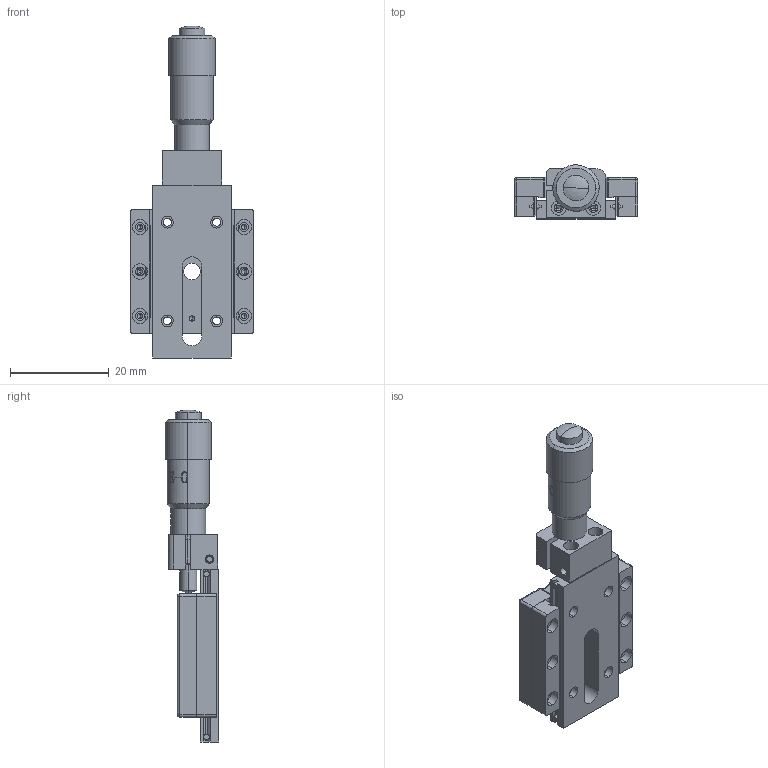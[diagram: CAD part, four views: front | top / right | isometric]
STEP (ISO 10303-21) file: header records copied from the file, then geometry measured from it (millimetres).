
FILE_DESCRIPTION (( 'STEP AP203' ), '1' );
FILE_NAME ('56LTS-1M.STEP', '2016-04-29T06:41:21', ( '' ), ( '' ), 'SwSTEP 2.0', 'SolidWorks 2016', '' );
FILE_SCHEMA (( 'CONFIG_CONTROL_DESIGN' ));
Length unit declared in the file: millimetre
Products named in the file (1): 56LTS-1M
Bounding box: 25 x 10.9 x 67.2 mm (x, y, z)
Volume: 6701.4 mm3; surface area: 8054.4 mm2
Topology: 21 solids, 21 shells, 832 faces, 2166 edges, 1378 vertices
Faces by surface type: plane 333, cylinder 311, bspline 125, cone 43, sphere 14, torus 6
Entity records: 35214 total; most frequent: CARTESIAN_POINT 15871, ORIENTED_EDGE 4244, DIRECTION 3627, EDGE_CURVE 2122, VERTEX_POINT 1378, AXIS2_PLACEMENT_3D 1338, VECTOR 951, LINE 951
